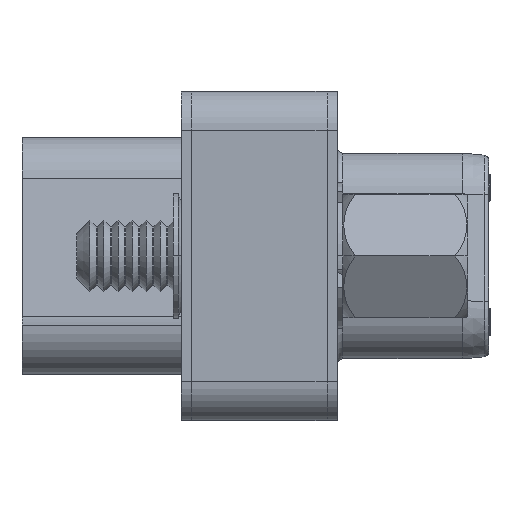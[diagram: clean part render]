
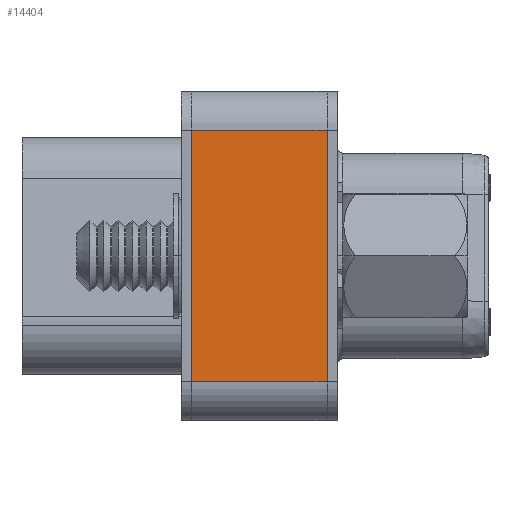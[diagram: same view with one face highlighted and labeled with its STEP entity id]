
A CAD part, left-side view. The second image highlights one B-rep face of the part: STEP entity #14404.
In plain terms, the highlighted planar face has unit normal (-1, 0, 0).
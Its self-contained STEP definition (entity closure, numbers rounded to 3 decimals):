
#1367 = CARTESIAN_POINT ( 'NONE',  ( -26.675, -2.6, -4.825 ) ) ;
#2137 = DIRECTION ( 'NONE',  ( 0., 0., 1. ) ) ;
#2151 = LINE ( 'NONE', #10600, #32577 ) ;
#2775 = ORIENTED_EDGE ( 'NONE', *, *, #12332, .F. ) ;
#4326 = AXIS2_PLACEMENT_3D ( 'NONE', #5878, #11918, #32627 ) ;
#4869 = DIRECTION ( 'NONE',  ( 0., -1., 0. ) ) ;
#5878 = CARTESIAN_POINT ( 'NONE',  ( -26.675, 2.6, 4.825 ) ) ;
#6904 = VERTEX_POINT ( 'NONE', #20314 ) ;
#8354 = EDGE_CURVE ( 'NONE', #33000, #20234, #2151, .T. ) ;
#8511 = VECTOR ( 'NONE', #4869, 1000. ) ;
#10543 = DIRECTION ( 'NONE',  ( 0., 0., 1. ) ) ;
#10600 = CARTESIAN_POINT ( 'NONE',  ( -26.675, -2.6, 4.825 ) ) ;
#11918 = DIRECTION ( 'NONE',  ( 1., 0., 0. ) ) ;
#12332 = EDGE_CURVE ( 'NONE', #29314, #6904, #32467, .T. ) ;
#14404 = ADVANCED_FACE ( 'NONE', ( #24924 ), #26648, .F. ) ;
#14505 = CARTESIAN_POINT ( 'NONE',  ( -26.675, -2.6, 4.825 ) ) ;
#17237 = LINE ( 'NONE', #37681, #8511 ) ;
#19142 = CARTESIAN_POINT ( 'NONE',  ( -26.675, 2.6, -4.825 ) ) ;
#19624 = ORIENTED_EDGE ( 'NONE', *, *, #32018, .T. ) ;
#20234 = VERTEX_POINT ( 'NONE', #14505 ) ;
#20314 = CARTESIAN_POINT ( 'NONE',  ( -26.675, 2.6, 4.825 ) ) ;
#22301 = CARTESIAN_POINT ( 'NONE',  ( -26.675, 2.6, -4.825 ) ) ;
#23060 = LINE ( 'NONE', #19142, #24923 ) ;
#24572 = VECTOR ( 'NONE', #2137, 1000. ) ;
#24923 = VECTOR ( 'NONE', #28137, 1000. ) ;
#24924 = FACE_OUTER_BOUND ( 'NONE', #32340, .T. ) ;
#26648 = PLANE ( 'NONE',  #4326 ) ;
#27423 = EDGE_CURVE ( 'NONE', #6904, #20234, #17237, .T. ) ;
#28137 = DIRECTION ( 'NONE',  ( 0., -1., 0. ) ) ;
#29314 = VERTEX_POINT ( 'NONE', #22301 ) ;
#30937 = ORIENTED_EDGE ( 'NONE', *, *, #8354, .T. ) ;
#32018 = EDGE_CURVE ( 'NONE', #29314, #33000, #23060, .T. ) ;
#32340 = EDGE_LOOP ( 'NONE', ( #30937, #38032, #2775, #19624 ) ) ;
#32467 = LINE ( 'NONE', #34371, #24572 ) ;
#32577 = VECTOR ( 'NONE', #10543, 1000. ) ;
#32627 = DIRECTION ( 'NONE',  ( 0., 0., -1. ) ) ;
#33000 = VERTEX_POINT ( 'NONE', #1367 ) ;
#34371 = CARTESIAN_POINT ( 'NONE',  ( -26.675, 2.6, 4.825 ) ) ;
#37681 = CARTESIAN_POINT ( 'NONE',  ( -26.675, 2.6, 4.825 ) ) ;
#38032 = ORIENTED_EDGE ( 'NONE', *, *, #27423, .F. ) ;
